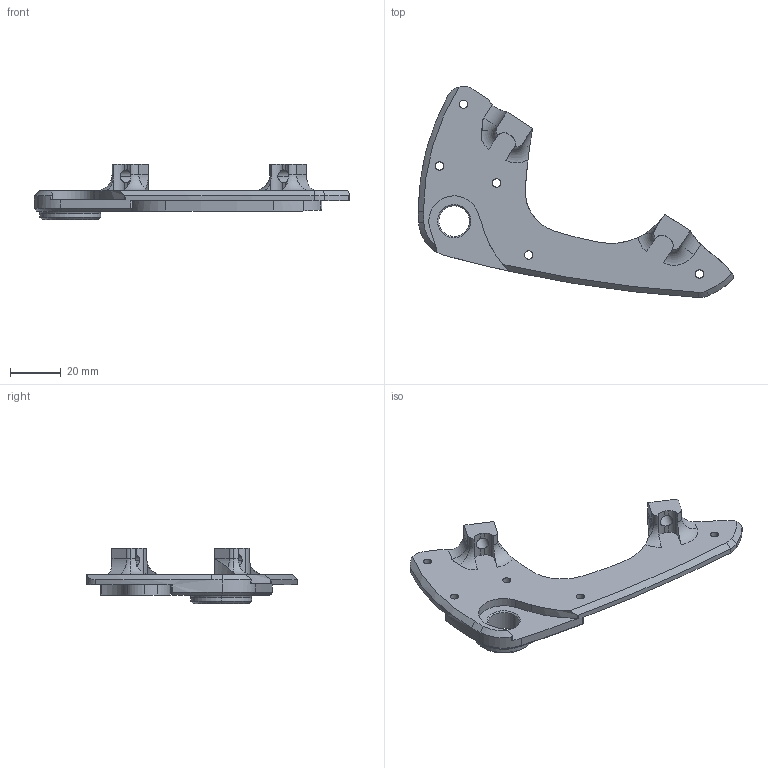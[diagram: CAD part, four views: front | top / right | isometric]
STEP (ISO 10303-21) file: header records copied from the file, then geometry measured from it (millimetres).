
FILE_DESCRIPTION (( 'STEP AP214' ), '1' );
FILE_NAME ('PA404.STEP', '2014-10-28T22:47:36', ( '' ), ( '' ), 'SwSTEP 2.0', 'SolidWorks 2014', '' );
FILE_SCHEMA (( 'AUTOMOTIVE_DESIGN' ));
Length unit declared in the file: millimetre
Products named in the file (1): PA404
Bounding box: 124.31 x 83.21 x 22 mm (x, y, z)
Volume: 24741.3 mm3; surface area: 12596.7 mm2
Topology: 1 solids, 1 shells, 128 faces, 361 edges, 233 vertices
Faces by surface type: cylinder 76, plane 27, cone 13, torus 8, bspline 4
Entity records: 5009 total; most frequent: CARTESIAN_POINT 1625, ORIENTED_EDGE 722, DIRECTION 708, EDGE_CURVE 361, AXIS2_PLACEMENT_3D 287, VERTEX_POINT 233, CIRCLE 162, EDGE_LOOP 142
